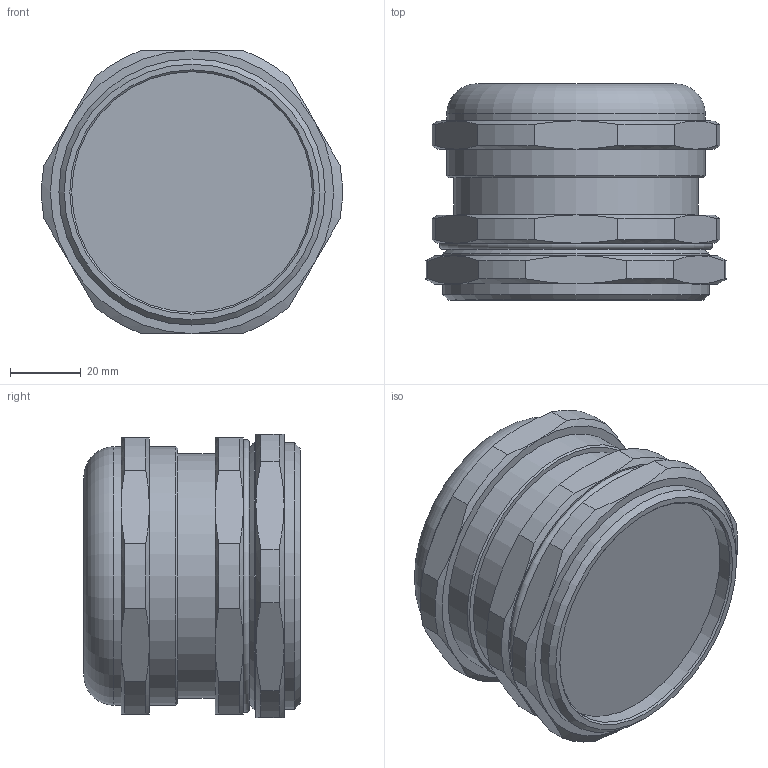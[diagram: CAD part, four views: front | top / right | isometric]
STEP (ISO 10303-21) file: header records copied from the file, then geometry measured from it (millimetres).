
FILE_DESCRIPTION(/* description */ ('ГОФРОМАТИК G 2 1(2 (42-52 мм)'),/* implementation_level */ '2;1');
FILE_NAME(/* name */ '',/* time_stamp */ '2025-01-24T16:52:46+07:00',/* author */ ('zeta-86'),/* organization */ (''),/* preprocessor_version */ 'ST-DEVELOPER v19.2',/* originating_system */ 'Autodesk Inventor 2024',/* authorisation */ '');
FILE_SCHEMA (('AUTOMOTIVE_DESIGN { 1 0 10303 214 3 1 1 }','AP242_MANAGED_MODEL_BASED_3D_ENGINEERING_MIM_LF { 1 0 10303 442 3 1 4 }'));
Length unit declared in the file: millimetre
Products named in the file (1): ГОФРОМАТИК G 2 1(
2 (42-52 мм)
Bounding box: 84.85 x 61.08 x 80 mm (x, y, z)
Volume: 252150.6 mm3; surface area: 29217.4 mm2
Topology: 1 solids, 1 shells, 98 faces, 225 edges, 138 vertices
Faces by surface type: cone 40, plane 29, cylinder 26, torus 3
Full cylindrical faces by diameter (mm): 53 x1, 68 x1, 69 x1, 72.2 x1, 73 x2, 75.184 x2
Entity records: 2851 total; most frequent: CARTESIAN_POINT 606, DIRECTION 456, ORIENTED_EDGE 450, EDGE_CURVE 225, AXIS2_PLACEMENT_3D 204, VERTEX_POINT 138, EDGE_LOOP 107, CIRCLE 105
